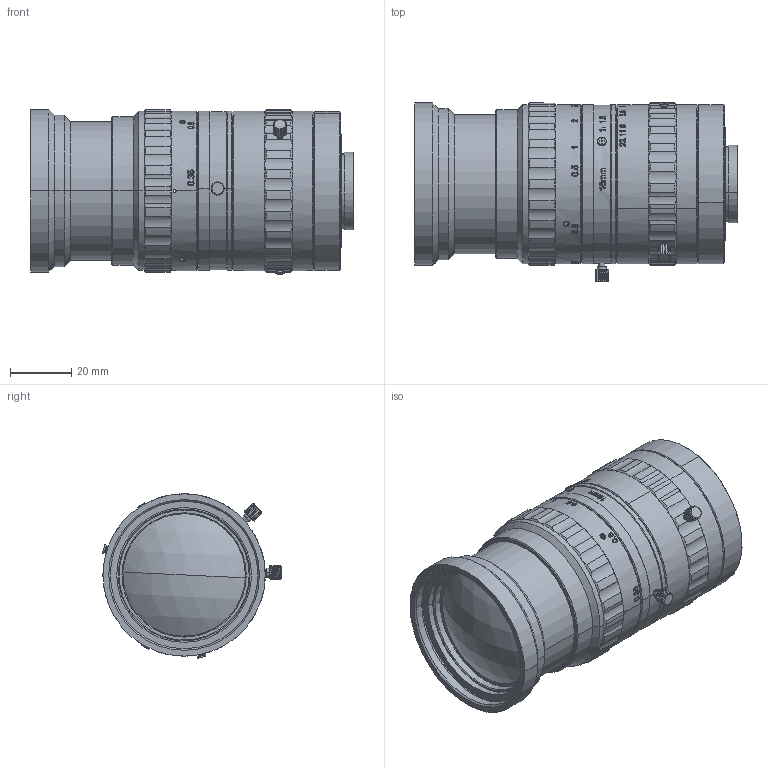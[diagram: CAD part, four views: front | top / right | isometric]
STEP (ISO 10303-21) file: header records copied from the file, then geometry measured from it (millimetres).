
FILE_DESCRIPTION (( 'STEP AP214' ), '1' );
FILE_NAME ('VA-LCM-10MP-16mm-f1.6-133.STEP', '2024-02-20T06:41:18', ( '' ), ( '' ), 'SwSTEP 2.0', 'SolidWorks 2014', '' );
FILE_SCHEMA (( 'AUTOMOTIVE_DESIGN' ));
Length unit declared in the file: millimetre
Products named in the file (1): VA-LCM-10MP-16mm-f1.6-133
Bounding box: 105.48 x 58.53 x 53.68 mm (x, y, z)
Surface area: 33414.6 mm2 (no closed solid volume)
Topology: 0 solids, 60 shells, 618 faces, 2563 edges, 1980 vertices
Faces by surface type: cylinder 267, cone 158, plane 153, bspline 36, sphere 4
Entity records: 52896 total; most frequent: CARTESIAN_POINT 27419, ORIENTED_EDGE 3820, DIRECTION 3092, EDGE_CURVE 2563, VERTEX_POINT 1980, B_SPLINE_CURVE_WITH_KNOTS 1255, AXIS2_PLACEMENT_3D 1201, EDGE_LOOP 724
